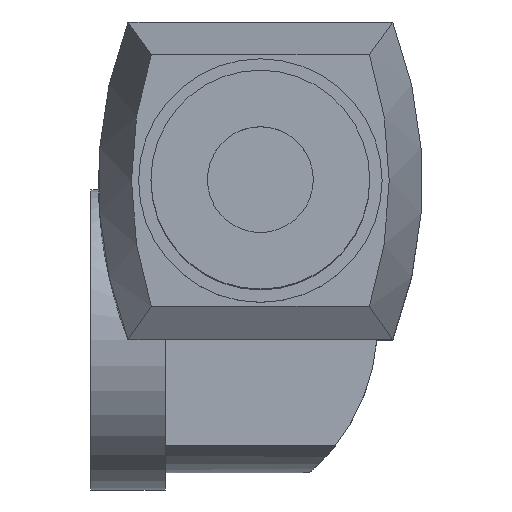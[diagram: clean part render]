
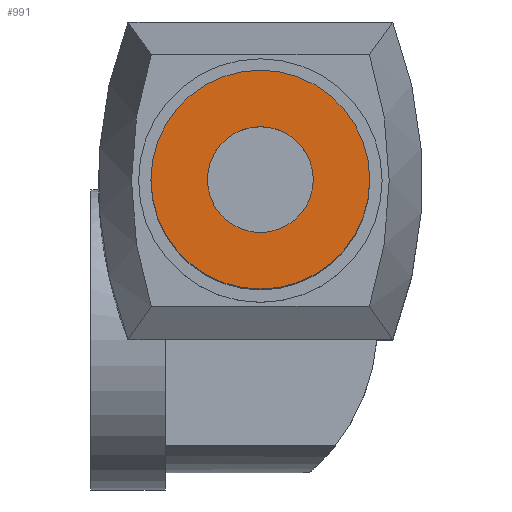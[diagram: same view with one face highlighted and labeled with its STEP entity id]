
A CAD part, top view. The second image highlights one B-rep face of the part: STEP entity #991.
In plain terms, the highlighted planar face has unit normal (0, 0, 1).
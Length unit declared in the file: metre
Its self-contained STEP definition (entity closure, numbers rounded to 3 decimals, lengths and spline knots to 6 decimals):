
#96=PLANE('',#1100);
#183=ORIENTED_EDGE('',*,*,#387,.T.);
#184=ORIENTED_EDGE('',*,*,#360,.T.);
#360=EDGE_CURVE('',#473,#473,#568,.T.);
#387=EDGE_CURVE('',#494,#494,#577,.T.);
#473=VERTEX_POINT('',#1598);
#494=VERTEX_POINT('',#1698);
#568=CIRCLE('',#1079,0.015);
#577=CIRCLE('',#1099,0.031);
#663=EDGE_LOOP('',(#183));
#664=EDGE_LOOP('',(#184));
#811=FACE_BOUND('',#663,.T.);
#812=FACE_BOUND('',#664,.T.);
#991=ADVANCED_FACE('',(#811,#812),#96,.T.);
#1079=AXIS2_PLACEMENT_3D('',#1597,#1247,#1248);
#1099=AXIS2_PLACEMENT_3D('',#1697,#1303,#1304);
#1100=AXIS2_PLACEMENT_3D('',#1699,#1305,#1306);
#1247=DIRECTION('',(0.,0.,-1.));
#1248=DIRECTION('',(-1.,0.,0.));
#1303=DIRECTION('',(0.,0.,1.));
#1304=DIRECTION('',(-1.,0.,0.));
#1305=DIRECTION('',(0.,0.,1.));
#1306=DIRECTION('',(-1.,0.,0.));
#1597=CARTESIAN_POINT('',(0.,0.,0.296));
#1598=CARTESIAN_POINT('',(-0.015,0.,0.296));
#1697=CARTESIAN_POINT('',(0.,0.,0.296));
#1698=CARTESIAN_POINT('',(-0.031,0.,0.296));
#1699=CARTESIAN_POINT('',(0.,0.,0.296));
